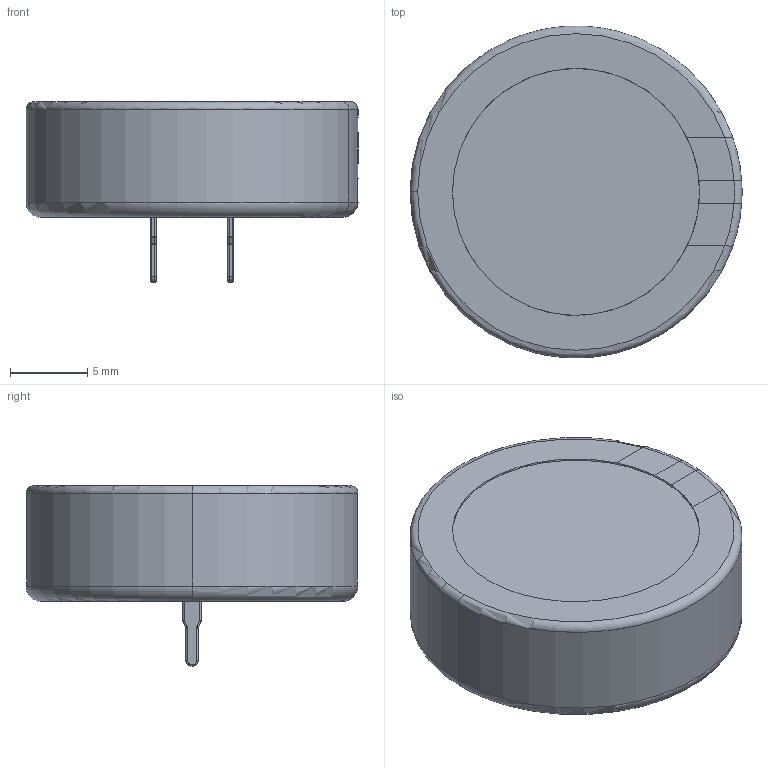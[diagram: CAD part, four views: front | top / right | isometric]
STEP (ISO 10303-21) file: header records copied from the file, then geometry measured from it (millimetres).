
FILE_DESCRIPTION (( 'STEP AP214' ), '1' );
FILE_NAME ('SuperCap_D21.5x7.5 C-type DCL5R series.STEP', '2023-11-13T11:55:09', ( 'Elessar' ), ( '' ), 'SwSTEP 2.0', 'SolidWorks 2018', '' );
FILE_SCHEMA (( 'AUTOMOTIVE_DESIGN' ));
Length unit declared in the file: millimetre
Products named in the file (1): SuperCap_D21.5x7.5 C-type DCL5R series
Bounding box: 21.5 x 21.49 x 11.7 mm (x, y, z)
Volume: 2528 mm3; surface area: 1249.8 mm2
Topology: 1 solids, 1 shells, 117 faces, 279 edges, 159 vertices
Faces by surface type: cylinder 51, plane 30, torus 28, sphere 8
Entity records: 4440 total; most frequent: DIRECTION 644, CARTESIAN_POINT 606, ORIENTED_EDGE 542, EDGE_CURVE 271, AXIS2_PLACEMENT_3D 265, VERTEX_POINT 159, CIRCLE 147, EDGE_LOOP 120
